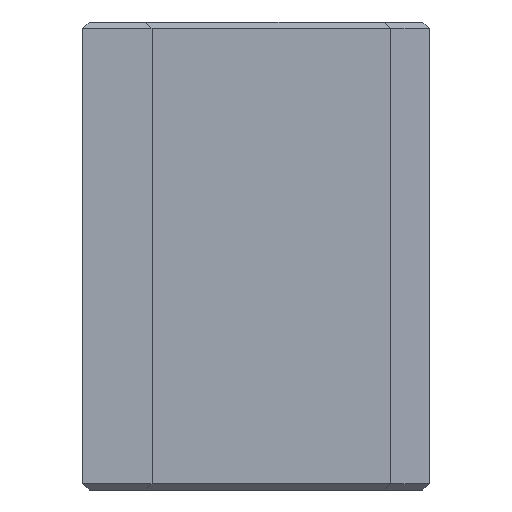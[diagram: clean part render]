
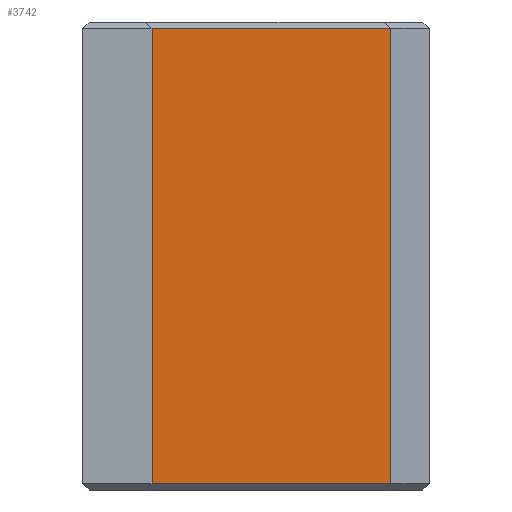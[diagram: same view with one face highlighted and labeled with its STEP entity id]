
A CAD part, left-side view. The second image highlights one B-rep face of the part: STEP entity #3742.
In plain terms, the highlighted planar face has unit normal (-1, 0, 0).
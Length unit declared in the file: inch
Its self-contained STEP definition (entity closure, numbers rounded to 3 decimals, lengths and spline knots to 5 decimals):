
#2357 = VERTEX_POINT ( 'NONE', #2528 ) ;
#2501 = CARTESIAN_POINT ( 'NONE',  ( -0.6875, -0.48611, -0.82047 ) ) ;
#2502 = DIRECTION ( 'NONE',  ( 0., 0., -1. ) ) ;
#2503 = VECTOR ( 'NONE', #2502, 39.37008 ) ;
#2504 = CARTESIAN_POINT ( 'NONE',  ( -0.6875, -0.48611, 0.84375 ) ) ;
#2506 = LINE ( 'NONE', #2504, #2503 ) ;
#2528 = CARTESIAN_POINT ( 'NONE',  ( -0.6875, -0.48611, 0.82047 ) ) ;
#2569 = DIRECTION ( 'NONE',  ( 0., -1., 0. ) ) ;
#2570 = VECTOR ( 'NONE', #2569, 39.37008 ) ;
#2571 = CARTESIAN_POINT ( 'NONE',  ( -0.6875, -0.48611, -0.82047 ) ) ;
#2572 = LINE ( 'NONE', #2571, #2570 ) ;
#2612 = DIRECTION ( 'NONE',  ( 0., 1., 0. ) ) ;
#2613 = DIRECTION ( 'NONE',  ( 1., 0., 0. ) ) ;
#2614 = CARTESIAN_POINT ( 'NONE',  ( -0.6875, 0.375, 0.84375 ) ) ;
#2615 = AXIS2_PLACEMENT_3D ( 'NONE', #2614, #2613, #2612 ) ;
#2618 = PLANE ( 'NONE',  #2615 ) ;
#2619 = FACE_OUTER_BOUND ( 'NONE', #3296, .T. ) ;
#2628 = EDGE_CURVE ( 'NONE', #2357, #2690, #2506, .T. ) ;
#2684 = ORIENTED_EDGE ( 'NONE', *, *, #2628, .F. ) ;
#2690 = VERTEX_POINT ( 'NONE', #2501 ) ;
#3296 = EDGE_LOOP ( 'NONE', ( #3501, #3520, #2684, #7326 ) ) ;
#3501 = ORIENTED_EDGE ( 'NONE', *, *, #12361, .T. ) ;
#3512 = EDGE_CURVE ( 'NONE', #16121, #2690, #2572, .T. ) ;
#3520 = ORIENTED_EDGE ( 'NONE', *, *, #3512, .T. ) ;
#3643 = DIRECTION ( 'NONE',  ( 0., 1., 0. ) ) ;
#3644 = VECTOR ( 'NONE', #3643, 39.37008 ) ;
#3645 = CARTESIAN_POINT ( 'NONE',  ( -0.6875, 0.375, 0.82047 ) ) ;
#3646 = LINE ( 'NONE', #3645, #3644 ) ;
#3742 = ADVANCED_FACE ( 'NONE', ( #2619 ), #2618, .F. ) ;
#4375 = DIRECTION ( 'NONE',  ( 0., 0., -1. ) ) ;
#4376 = VECTOR ( 'NONE', #4375, 39.37008 ) ;
#4377 = CARTESIAN_POINT ( 'NONE',  ( -0.6875, 0.375, 0.84375 ) ) ;
#4378 = LINE ( 'NONE', #4377, #4376 ) ;
#4379 = CARTESIAN_POINT ( 'NONE',  ( -0.6875, 0.375, 0.82047 ) ) ;
#7319 = EDGE_CURVE ( 'NONE', #2357, #12360, #3646, .T. ) ;
#7326 = ORIENTED_EDGE ( 'NONE', *, *, #7319, .T. ) ;
#10044 = CARTESIAN_POINT ( 'NONE',  ( -0.6875, 0.375, -0.82047 ) ) ;
#12360 = VERTEX_POINT ( 'NONE', #4379 ) ;
#12361 = EDGE_CURVE ( 'NONE', #12360, #16121, #4378, .T. ) ;
#16121 = VERTEX_POINT ( 'NONE', #10044 ) ;
